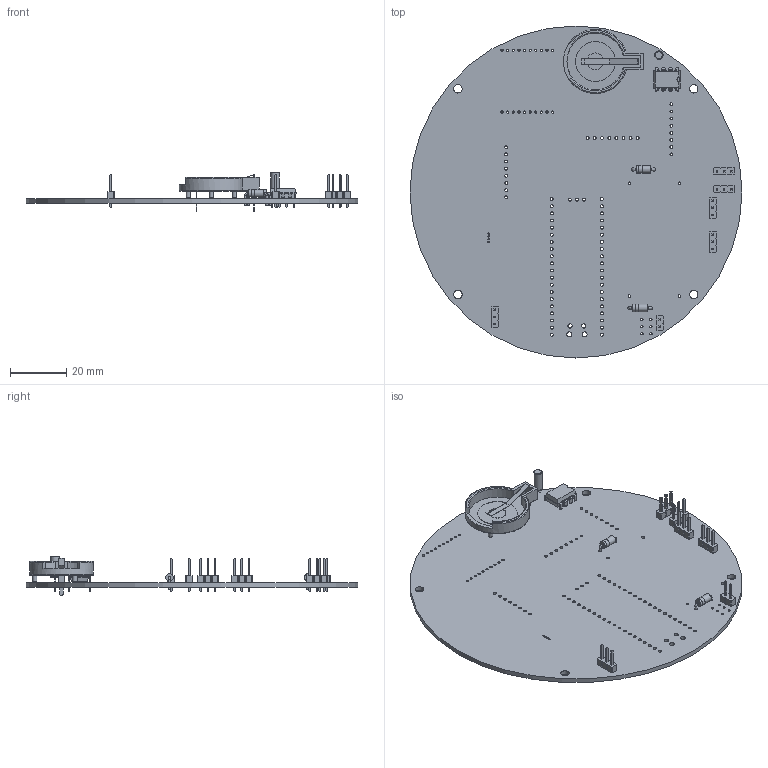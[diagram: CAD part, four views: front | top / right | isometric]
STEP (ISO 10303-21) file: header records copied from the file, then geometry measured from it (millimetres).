
FILE_DESCRIPTION(('KiCad electronic assembly'),'2;1');
FILE_NAME('astrasat1.step','2023-11-29T17:50:36',('Pcbnew'),('Kicad'), 'Open CASCADE STEP processor 7.7','KiCad to STEP converter','Unknown' );
FILE_SCHEMA(('AUTOMOTIVE_DESIGN { 1 0 10303 214 1 1 1 1 }'));
Length unit declared in the file: millimetre
Products named in the file (14): astrasat1 1; PinHeader_1x03_P2.54mm_Vertical; SOLID; PinHeader_1x02_P2.54mm_Vertical; D_DO-41_SOD81_P7.62mm_Horizontal; BatteryHolder_Keystone_103_1x20mm; DIP-8_W7.62mm; Crystal_C38-LF_D3.0mm_L8.0mm_Vertical; astrasat1 PCB
Assembly tree (18 placements, depth 3):
  astrasat1 1
    PinHeader_1x03_P2.54mm_Vertical  x5
      SOLID
    PinHeader_1x02_P2.54mm_Vertical
      SOLID
    D_DO-41_SOD81_P7.62mm_Horizontal  x2
      SOLID
    BatteryHolder_Keystone_103_1x20mm
      SOLID
    DIP-8_W7.62mm
      SOLID
    Crystal_C38-LF_D3.0mm_L8.0mm_Vertical
      SOLID
    astrasat1 PCB
Bounding box: 118 x 118 x 14.05 mm (x, y, z)
Volume: 18752.7 mm3; surface area: 26096.1 mm2
Topology: 12 solids, 12 shells, 842 faces, 2099 edges, 1333 vertices
Faces by surface type: plane 609, cylinder 195, bspline 20, torus 16, extrusion 2
Full cylindrical faces by diameter (mm): 0.3 x4, 0.5 x6, 0.8 x42, 1 x45, 1.02 x43, 1.1 x4, 1.5 x4, 1.57 x3, 1.8 x2, 2.7 x4, 2.72 x2, 3 x7, 6.066 x1, 14.154 x1, 118 x1
Entity records: 38496 total; most frequent: CARTESIAN_POINT 7261, DIRECTION 5395, VECTOR 3194, LINE 3192, ORIENTED_EDGE 2712, PCURVE 2712, DEFINITIONAL_REPRESENTATION 2712, EDGE_CURVE 1356
